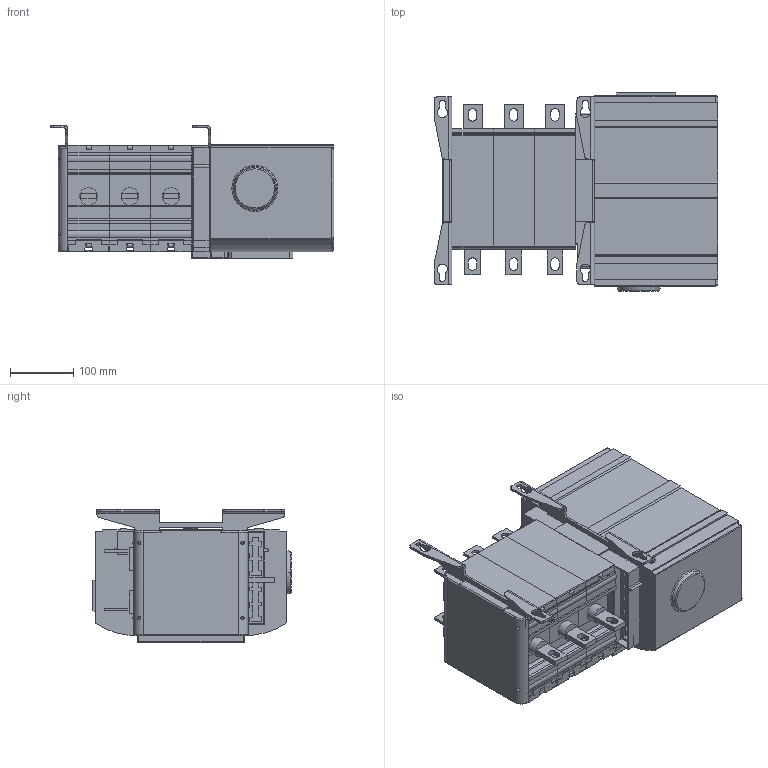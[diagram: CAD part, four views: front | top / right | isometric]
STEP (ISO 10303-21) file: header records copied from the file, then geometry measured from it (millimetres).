
FILE_DESCRIPTION((''),'2;1');
FILE_NAME('OX_500-800_3X3_T_LIGHT_ASM','2018-02-14T',('FIHEJAR'),(''),'CREO PARAMETRIC BY PTC INC, 2016380','CREO PARAMETRIC BY PTC INC, 2016380','');
FILE_SCHEMA(('AUTOMOTIVE_DESIGN { 1 0 10303 214 1 1 1 1 }'));
Products named in the file (9): OX_ME1-R3-Q_SR; OXZM27; OXPI1_SR; OXNA1-R3-800_SR; CXBY69639_SR; OXNA1-R3-800_SR_ASM; OX_MI1_LX_SR; CXBY69638_SR; OX_500-800_3X3_T_LIGHT_ASM
Assembly tree (11 placements, depth 3):
  OX_500-800_3X3_T_LIGHT_ASM
    OX_ME1-R3-Q_SR
    OXZM27  x2
    OXPI1_SR
    OXNA1-R3-800_SR_ASM  x3
      OXNA1-R3-800_SR
      CXBY69639_SR
    OX_MI1_LX_SR
    CXBY69638_SR
Bounding box: 447 x 312.5 x 210 mm (x, y, z)
Volume: 16990144.2 mm3; surface area: 1055427.2 mm2
Topology: 13 solids, 21 shells, 1624 faces, 4424 edges, 2892 vertices
Faces by surface type: plane 965, cylinder 506, extrusion 65, bspline 54, torus 16, cone 14, sphere 4
Entity records: 55018 total; most frequent: CARTESIAN_POINT 24397, ORIENTED_EDGE 5662, DIRECTION 5136, EDGE_CURVE 2839, VECTOR 2020, LINE 1955, VERTEX_POINT 1846, AXIS2_PLACEMENT_3D 1558
